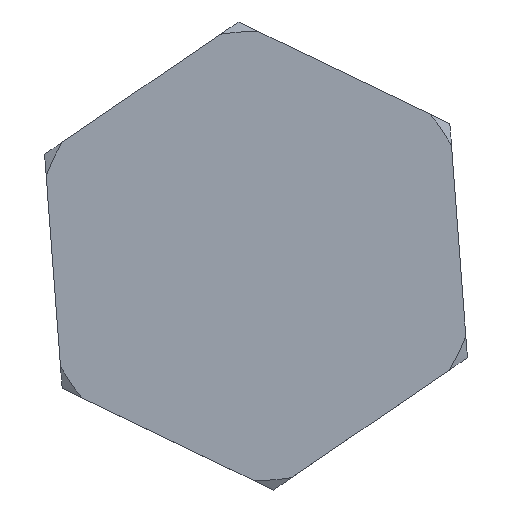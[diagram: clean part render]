
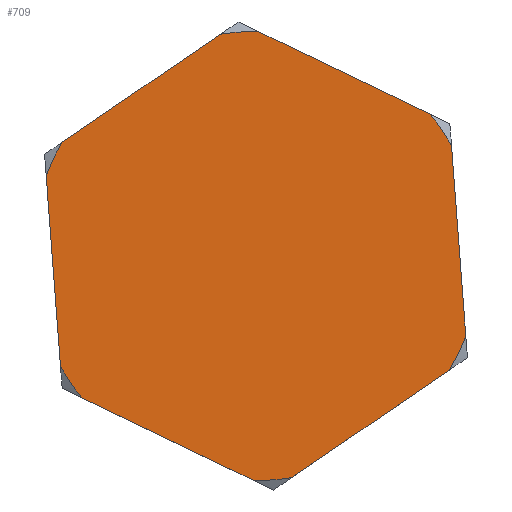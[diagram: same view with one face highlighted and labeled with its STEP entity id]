
A CAD part, top view. The second image highlights one B-rep face of the part: STEP entity #709.
In plain terms, the highlighted planar face has unit normal (0, 0, 1).
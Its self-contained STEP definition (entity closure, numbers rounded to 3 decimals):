
#33=PLANE('',#782);
#97=FACE_OUTER_BOUND('',#143,.T.);
#143=EDGE_LOOP('',(#518,#519,#520,#521,#522,#523,#524,#525,#526,#527,#528,
#529));
#212=LINE('',#1222,#239);
#213=LINE('',#1223,#240);
#214=LINE('',#1224,#241);
#215=LINE('',#1225,#242);
#216=LINE('',#1226,#243);
#217=LINE('',#1227,#244);
#239=VECTOR('',#880,10.);
#240=VECTOR('',#881,10.);
#241=VECTOR('',#882,10.);
#242=VECTOR('',#883,10.);
#243=VECTOR('',#884,10.);
#244=VECTOR('',#885,10.);
#264=CIRCLE('',#759,77.909);
#265=CIRCLE('',#761,77.909);
#266=CIRCLE('',#763,77.909);
#267=CIRCLE('',#765,77.909);
#268=CIRCLE('',#767,77.909);
#269=CIRCLE('',#769,77.909);
#302=VERTEX_POINT('',#1091);
#303=VERTEX_POINT('',#1095);
#305=VERTEX_POINT('',#1102);
#306=VERTEX_POINT('',#1106);
#308=VERTEX_POINT('',#1113);
#309=VERTEX_POINT('',#1117);
#311=VERTEX_POINT('',#1124);
#312=VERTEX_POINT('',#1128);
#314=VERTEX_POINT('',#1135);
#315=VERTEX_POINT('',#1139);
#316=VERTEX_POINT('',#1145);
#318=VERTEX_POINT('',#1150);
#374=EDGE_CURVE('',#302,#303,#264,.T.);
#377=EDGE_CURVE('',#305,#306,#265,.T.);
#380=EDGE_CURVE('',#308,#309,#266,.T.);
#383=EDGE_CURVE('',#311,#312,#267,.T.);
#386=EDGE_CURVE('',#314,#315,#268,.T.);
#388=EDGE_CURVE('',#318,#316,#269,.T.);
#408=EDGE_CURVE('',#316,#314,#212,.T.);
#409=EDGE_CURVE('',#315,#311,#213,.T.);
#410=EDGE_CURVE('',#312,#308,#214,.T.);
#411=EDGE_CURVE('',#309,#305,#215,.T.);
#412=EDGE_CURVE('',#306,#302,#216,.T.);
#413=EDGE_CURVE('',#303,#318,#217,.T.);
#518=ORIENTED_EDGE('',*,*,#388,.T.);
#519=ORIENTED_EDGE('',*,*,#408,.T.);
#520=ORIENTED_EDGE('',*,*,#386,.T.);
#521=ORIENTED_EDGE('',*,*,#409,.T.);
#522=ORIENTED_EDGE('',*,*,#383,.T.);
#523=ORIENTED_EDGE('',*,*,#410,.T.);
#524=ORIENTED_EDGE('',*,*,#380,.T.);
#525=ORIENTED_EDGE('',*,*,#411,.T.);
#526=ORIENTED_EDGE('',*,*,#377,.T.);
#527=ORIENTED_EDGE('',*,*,#412,.T.);
#528=ORIENTED_EDGE('',*,*,#374,.T.);
#529=ORIENTED_EDGE('',*,*,#413,.T.);
#709=ADVANCED_FACE('',(#97),#33,.T.);
#759=AXIS2_PLACEMENT_3D('',#1099,#832,#833);
#761=AXIS2_PLACEMENT_3D('',#1110,#836,#837);
#763=AXIS2_PLACEMENT_3D('',#1121,#840,#841);
#765=AXIS2_PLACEMENT_3D('',#1132,#844,#845);
#767=AXIS2_PLACEMENT_3D('',#1143,#848,#849);
#769=AXIS2_PLACEMENT_3D('',#1151,#852,#853);
#782=AXIS2_PLACEMENT_3D('',#1221,#878,#879);
#832=DIRECTION('center_axis',(0.,0.,1.));
#833=DIRECTION('ref_axis',(0.,1.,0.));
#836=DIRECTION('center_axis',(0.,0.,1.));
#837=DIRECTION('ref_axis',(0.,1.,0.));
#840=DIRECTION('center_axis',(0.,0.,1.));
#841=DIRECTION('ref_axis',(0.,1.,0.));
#844=DIRECTION('center_axis',(0.,0.,1.));
#845=DIRECTION('ref_axis',(0.,1.,0.));
#848=DIRECTION('center_axis',(0.,0.,1.));
#849=DIRECTION('ref_axis',(0.,1.,0.));
#852=DIRECTION('center_axis',(0.,0.,1.));
#853=DIRECTION('ref_axis',(0.,1.,0.));
#878=DIRECTION('center_axis',(0.,0.,1.));
#879=DIRECTION('ref_axis',(-1.,0.,0.));
#880=DIRECTION('',(0.075,-0.997,0.));
#881=DIRECTION('',(0.901,-0.434,0.));
#882=DIRECTION('',(0.826,0.564,0.));
#883=DIRECTION('',(-0.075,0.997,0.));
#884=DIRECTION('',(-0.901,0.434,0.));
#885=DIRECTION('',(-0.826,-0.564,0.));
#1091=CARTESIAN_POINT('',(0.688,77.906,207.));
#1095=CARTESIAN_POINT('',(-12.342,76.925,207.));
#1099=CARTESIAN_POINT('Origin',(0.,0.,207.));
#1102=CARTESIAN_POINT('',(67.812,38.357,207.));
#1106=CARTESIAN_POINT('',(60.448,49.151,207.));
#1110=CARTESIAN_POINT('Origin',(0.,0.,207.));
#1113=CARTESIAN_POINT('',(67.125,-39.548,207.));
#1117=CARTESIAN_POINT('',(72.79,-27.774,207.));
#1121=CARTESIAN_POINT('Origin',(0.,0.,207.));
#1124=CARTESIAN_POINT('',(-0.688,-77.906,207.));
#1128=CARTESIAN_POINT('',(12.342,-76.925,207.));
#1132=CARTESIAN_POINT('Origin',(0.,0.,207.));
#1135=CARTESIAN_POINT('',(-67.812,-38.357,207.));
#1139=CARTESIAN_POINT('',(-60.448,-49.151,207.));
#1143=CARTESIAN_POINT('Origin',(0.,0.,207.));
#1145=CARTESIAN_POINT('',(-72.79,27.774,207.));
#1150=CARTESIAN_POINT('',(-67.125,39.548,207.));
#1151=CARTESIAN_POINT('Origin',(0.,0.,207.));
#1221=CARTESIAN_POINT('Origin',(0.,0.,207.));
#1222=CARTESIAN_POINT('',(-73.356,35.297,207.));
#1223=CARTESIAN_POINT('',(-67.246,-45.88,207.));
#1224=CARTESIAN_POINT('',(6.11,-81.177,207.));
#1225=CARTESIAN_POINT('',(73.356,-35.297,207.));
#1226=CARTESIAN_POINT('',(67.246,45.88,207.));
#1227=CARTESIAN_POINT('',(-6.11,81.177,207.));
